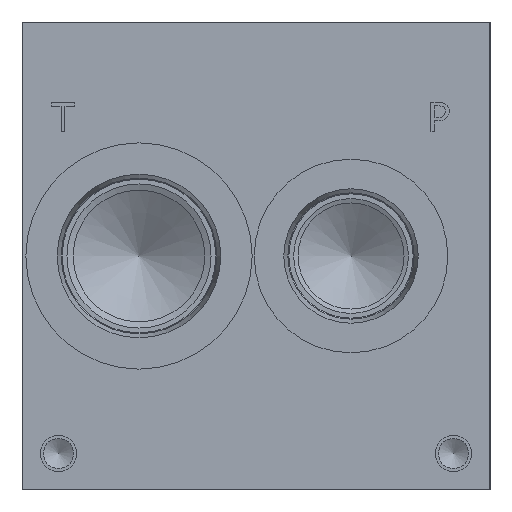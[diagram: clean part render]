
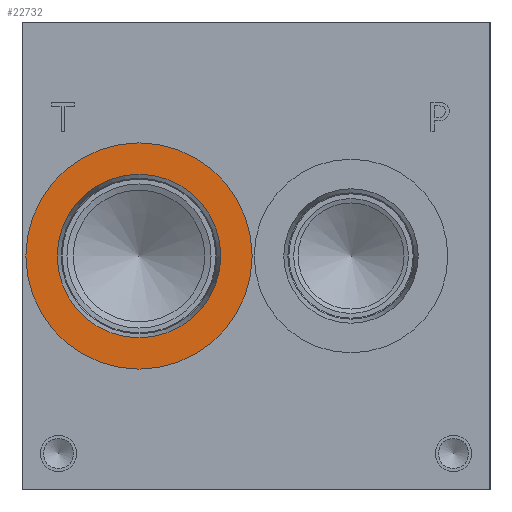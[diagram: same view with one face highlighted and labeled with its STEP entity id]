
A CAD part, left-side view. The second image highlights one B-rep face of the part: STEP entity #22732.
In plain terms, the highlighted planar face has unit normal (-1, 0, 0).
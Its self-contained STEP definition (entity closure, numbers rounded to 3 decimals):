
#818=CIRCLE('',#23861,24.562);
#819=CIRCLE('',#23862,24.562);
#820=CIRCLE('',#23864,17.755);
#821=CIRCLE('',#23865,17.755);
#2130=FACE_BOUND('',#4406,.T.);
#3073=FACE_OUTER_BOUND('',#4405,.T.);
#4405=EDGE_LOOP('',(#18539,#18540));
#4406=EDGE_LOOP('',(#18541,#18542));
#10198=VERTEX_POINT('',#38252);
#10199=VERTEX_POINT('',#38254);
#10200=VERTEX_POINT('',#38258);
#10201=VERTEX_POINT('',#38259);
#13173=EDGE_CURVE('',#10198,#10199,#818,.T.);
#13174=EDGE_CURVE('',#10199,#10198,#819,.T.);
#13175=EDGE_CURVE('',#10200,#10201,#820,.T.);
#13176=EDGE_CURVE('',#10201,#10200,#821,.T.);
#18539=ORIENTED_EDGE('',*,*,#13174,.F.);
#18540=ORIENTED_EDGE('',*,*,#13173,.F.);
#18541=ORIENTED_EDGE('',*,*,#13175,.T.);
#18542=ORIENTED_EDGE('',*,*,#13176,.T.);
#21153=PLANE('',#23863);
#22732=ADVANCED_FACE('',(#3073,#2130),#21153,.F.);
#23861=AXIS2_PLACEMENT_3D('',#38255,#27905,#27906);
#23862=AXIS2_PLACEMENT_3D('',#38256,#27907,#27908);
#23863=AXIS2_PLACEMENT_3D('',#38257,#27909,#27910);
#23864=AXIS2_PLACEMENT_3D('',#38260,#27911,#27912);
#23865=AXIS2_PLACEMENT_3D('',#38261,#27913,#27914);
#27905=DIRECTION('center_axis',(1.,0.,0.));
#27906=DIRECTION('ref_axis',(0.,0.,-1.));
#27907=DIRECTION('center_axis',(1.,0.,0.));
#27908=DIRECTION('ref_axis',(0.,0.,-1.));
#27909=DIRECTION('center_axis',(1.,0.,0.));
#27910=DIRECTION('ref_axis',(0.,0.,-1.));
#27911=DIRECTION('center_axis',(1.,0.,0.));
#27912=DIRECTION('ref_axis',(0.,0.,-1.));
#27913=DIRECTION('center_axis',(1.,0.,0.));
#27914=DIRECTION('ref_axis',(0.,0.,-1.));
#38252=CARTESIAN_POINT('',(0.787,76.2,26.238));
#38254=CARTESIAN_POINT('',(0.787,76.2,75.362));
#38255=CARTESIAN_POINT('Origin',(0.787,76.2,50.8));
#38256=CARTESIAN_POINT('Origin',(0.787,76.2,50.8));
#38257=CARTESIAN_POINT('Origin',(0.787,76.2,68.555));
#38258=CARTESIAN_POINT('',(0.787,76.2,68.555));
#38259=CARTESIAN_POINT('',(0.787,76.2,33.045));
#38260=CARTESIAN_POINT('Origin',(0.787,76.2,50.8));
#38261=CARTESIAN_POINT('Origin',(0.787,76.2,50.8));
